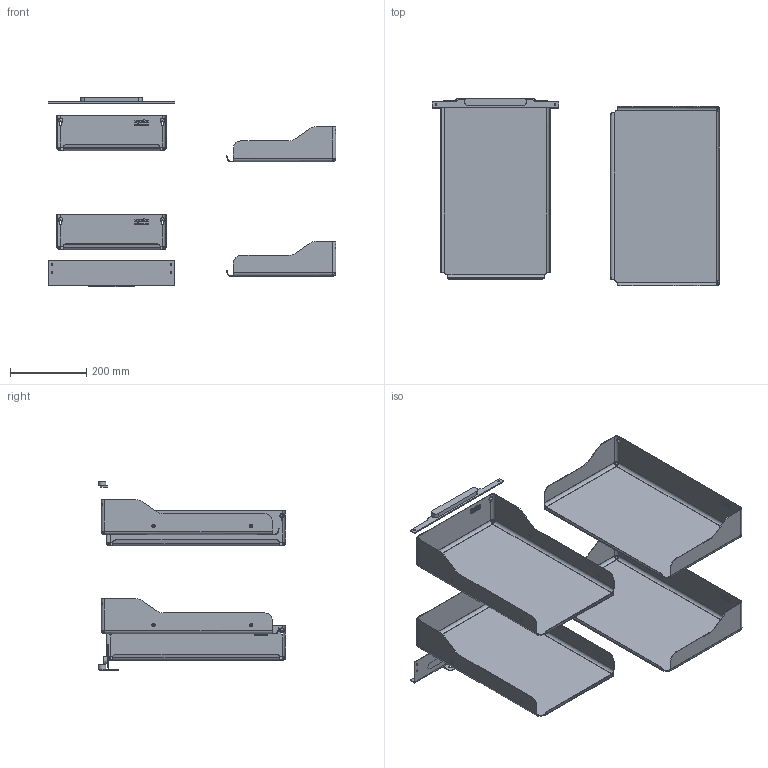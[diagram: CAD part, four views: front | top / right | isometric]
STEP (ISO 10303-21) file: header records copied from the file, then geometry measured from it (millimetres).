
FILE_DESCRIPTION(/* description */ (''),/* implementation_level */ '2;1');
FILE_NAME(/* name */ '3D_300-0696-XX.sat.ipt.stp',/* time_stamp */ '2022-07-18T16:47:38+02:00',/* author */ (''),/* organization */ (''),/* preprocessor_version */ 'ST-DEVELOPER v18.1',/* originating_system */ 'Autodesk Inventor 2021',/* authorisation */ '');
FILE_SCHEMA (('CONFIG_CONTROL_DESIGN'));
Products named in the file (1): 3D_300-0696-XX.sat
Bounding box: 754.05 x 491.9 x 495.5 mm (x, y, z)
Volume: 1283703.4 mm3; surface area: 1806901.9 mm2
Topology: 6 solids, 6 shells, 2073 faces, 5518 edges, 3578 vertices
Faces by surface type: plane 1559, cylinder 354, bspline 128, sphere 24, torus 8
Full cylindrical faces by diameter (mm): 4 x8, 5 x6, 9 x8
Entity records: 77070 total; most frequent: CARTESIAN_POINT 25923, ORIENTED_EDGE 10924, DIRECTION 9810, EDGE_CURVE 5462, LINE 4398, VECTOR 4398, VERTEX_POINT 3578, AXIS2_PLACEMENT_3D 2706
